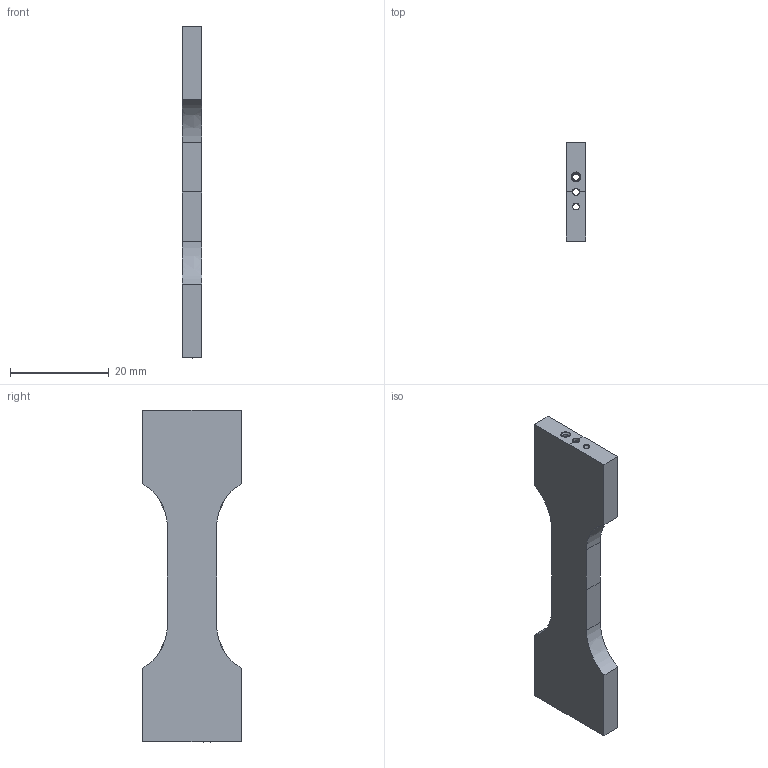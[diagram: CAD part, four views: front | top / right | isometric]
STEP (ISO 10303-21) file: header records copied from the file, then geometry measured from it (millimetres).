
FILE_DESCRIPTION(('3DEXPERIENCE STEP','CAx-IF Rec.Pracs.--- Model Styling and Organization---1.5--- 2016-08-15','CAx-IF Rec.Pracs.---Supplemental Geometry---1.0---2011-11-01','CAx-IF Rec.Pracs.--- Composite Materials ---3.4---2017-06-13','CAx-IF Rec.Pracs.---Tessellated 3D Geometry---1.0---2015-12-17'),'2;1');
FILE_NAME('dogbone_24%_20_1x3_Irivet10030704_1405.stp','2025-01-10T13:37:33+00:00',('none'),('none'),'3DEXPERIENCE Platform3DEXPERIENCE R2025x HotFix 0.28','3DEXPERIENCE Platform STEP AP242 v3','none');
FILE_SCHEMA(('AP242_MANAGED_MODEL_BASED_3D_ENGINEERING_MIM_LF {1 0 10303 442 1 1 4}'));
Length unit declared in the file: millimetre
Products named in the file (1): 3D Shape00870923
Bounding box: 4 x 20 x 67.32 mm (x, y, z)
Volume: 3696.3 mm3; surface area: 3913.7 mm2
Topology: 1 solids, 1 shells, 892 faces, 1820 edges, 930 vertices
Faces by surface type: cone 580, cylinder 294, plane 14, extrusion 4
Entity records: 19395 total; most frequent: ORIENTED_EDGE 3616, CARTESIAN_POINT 3247, DIRECTION 2612, EDGE_CURVE 1808, AXIS2_PLACEMENT_3D 1283, VECTOR 932, LINE 928, VERTEX_POINT 916
